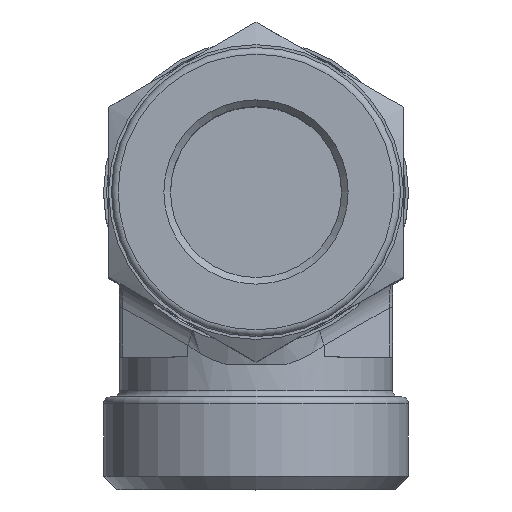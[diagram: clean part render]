
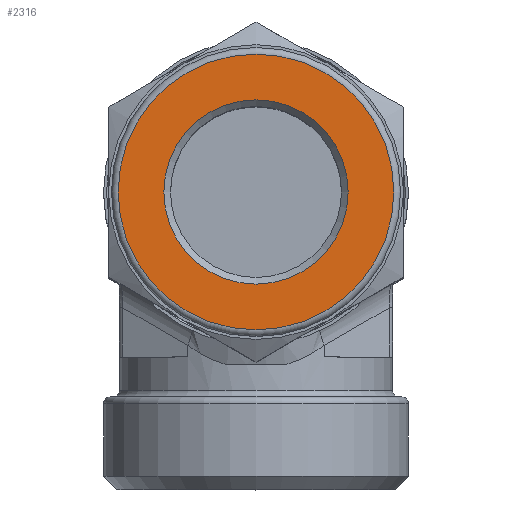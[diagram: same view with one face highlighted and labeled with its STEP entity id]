
A CAD part, top view. The second image highlights one B-rep face of the part: STEP entity #2316.
In plain terms, the highlighted planar face has unit normal (0, 0, 1).
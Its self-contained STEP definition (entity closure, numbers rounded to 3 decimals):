
#127=FACE_BOUND('',#502,.T.);
#194=CIRCLE('',#2547,6.95);
#195=CIRCLE('',#2549,10.4);
#335=FACE_OUTER_BOUND('',#501,.T.);
#501=EDGE_LOOP('',(#1765));
#502=EDGE_LOOP('',(#1766));
#1036=VERTEX_POINT('',#3848);
#1037=VERTEX_POINT('',#3852);
#1298=EDGE_CURVE('',#1036,#1036,#194,.T.);
#1299=EDGE_CURVE('',#1037,#1037,#195,.T.);
#1765=ORIENTED_EDGE('',*,*,#1299,.F.);
#1766=ORIENTED_EDGE('',*,*,#1298,.T.);
#2206=PLANE('',#2548);
#2316=ADVANCED_FACE('',(#335,#127),#2206,.T.);
#2547=AXIS2_PLACEMENT_3D('',#3850,#3015,#3016);
#2548=AXIS2_PLACEMENT_3D('',#3851,#3017,#3018);
#2549=AXIS2_PLACEMENT_3D('',#3853,#3019,#3020);
#3015=DIRECTION('center_axis',(0.,0.,-1.));
#3016=DIRECTION('ref_axis',(1.,0.,0.));
#3017=DIRECTION('center_axis',(0.,0.,1.));
#3018=DIRECTION('ref_axis',(1.,0.,0.));
#3019=DIRECTION('center_axis',(0.,0.,-1.));
#3020=DIRECTION('ref_axis',(1.,0.,0.));
#3848=CARTESIAN_POINT('',(0.,-6.95,36.101));
#3850=CARTESIAN_POINT('Origin',(0.,0.,36.101));
#3851=CARTESIAN_POINT('Origin',(0.,10.4,36.101));
#3852=CARTESIAN_POINT('',(10.4,0.,36.101));
#3853=CARTESIAN_POINT('Origin',(0.,0.,36.101));
